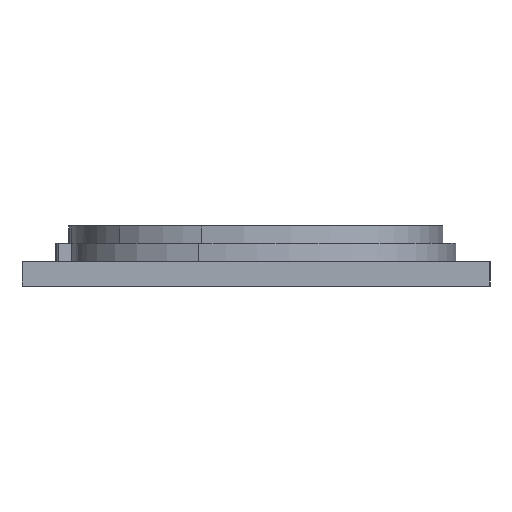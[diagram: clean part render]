
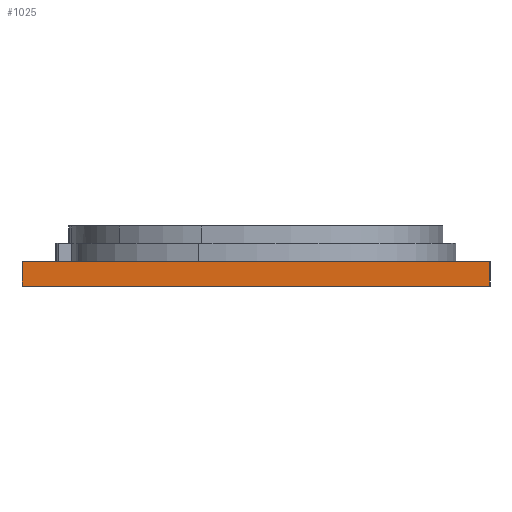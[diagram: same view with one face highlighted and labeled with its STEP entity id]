
A CAD part, left-side view. The second image highlights one B-rep face of the part: STEP entity #1025.
In plain terms, the highlighted planar face has unit normal (-1, 0, 0).
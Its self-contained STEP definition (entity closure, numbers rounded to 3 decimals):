
#61=PLANE('',#1090);
#90=FACE_OUTER_BOUND('',#151,.T.);
#151=EDGE_LOOP('',(#767,#768,#769,#770));
#227=LINE('',#3303,#296);
#229=LINE('',#3307,#298);
#230=LINE('',#3309,#299);
#231=LINE('',#3310,#300);
#296=VECTOR('',#1178,10.);
#298=VECTOR('',#1182,10.);
#299=VECTOR('',#1183,10.);
#300=VECTOR('',#1184,10.);
#451=VERTEX_POINT('',#3300);
#452=VERTEX_POINT('',#3302);
#453=VERTEX_POINT('',#3306);
#454=VERTEX_POINT('',#3308);
#571=EDGE_CURVE('',#452,#451,#227,.T.);
#573=EDGE_CURVE('',#453,#451,#229,.T.);
#574=EDGE_CURVE('',#453,#454,#230,.T.);
#575=EDGE_CURVE('',#454,#452,#231,.T.);
#767=ORIENTED_EDGE('',*,*,#571,.T.);
#768=ORIENTED_EDGE('',*,*,#573,.F.);
#769=ORIENTED_EDGE('',*,*,#574,.T.);
#770=ORIENTED_EDGE('',*,*,#575,.T.);
#1025=ADVANCED_FACE('',(#90),#61,.T.);
#1090=AXIS2_PLACEMENT_3D('',#3305,#1180,#1181);
#1178=DIRECTION('',(0.,1.,0.));
#1180=DIRECTION('center_axis',(-1.,0.,0.));
#1181=DIRECTION('ref_axis',(0.,-1.,0.));
#1182=DIRECTION('',(0.,0.,1.));
#1183=DIRECTION('',(0.,-1.,0.));
#1184=DIRECTION('',(0.,0.,1.));
#3300=CARTESIAN_POINT('',(-105.523,67.589,-5.784));
#3302=CARTESIAN_POINT('',(-105.523,-67.655,-5.784));
#3303=CARTESIAN_POINT('',(-105.523,33.778,-5.784));
#3305=CARTESIAN_POINT('Origin',(-105.523,67.589,-6.4));
#3306=CARTESIAN_POINT('',(-105.523,67.589,-12.75));
#3307=CARTESIAN_POINT('',(-105.523,67.589,-6.4));
#3308=CARTESIAN_POINT('',(-105.523,-67.655,-12.75));
#3309=CARTESIAN_POINT('',(-105.523,33.79,-12.75));
#3310=CARTESIAN_POINT('',(-105.523,-67.655,-6.4));
